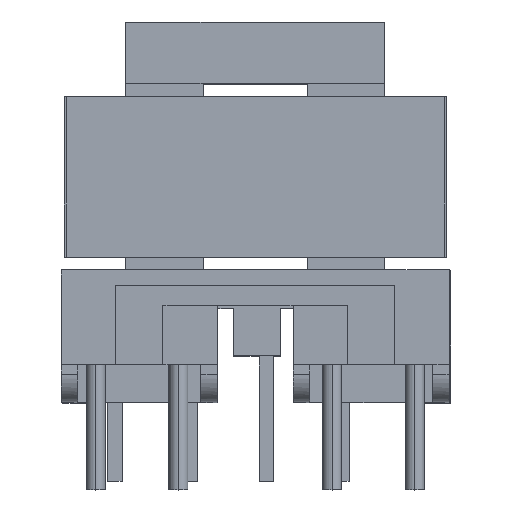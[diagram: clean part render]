
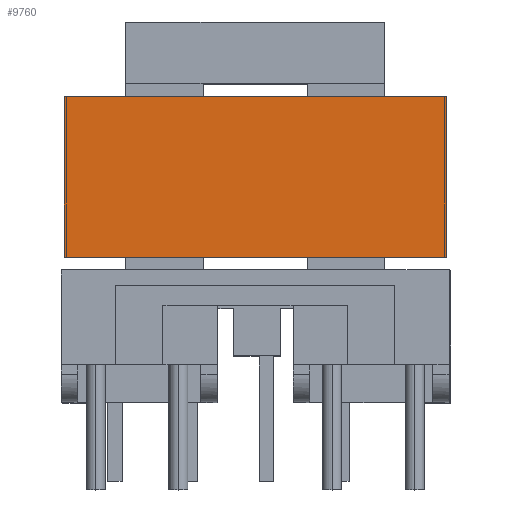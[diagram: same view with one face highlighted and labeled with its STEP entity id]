
A CAD part, top view. The second image highlights one B-rep face of the part: STEP entity #9760.
In plain terms, the highlighted free-form (B-spline) face has degree [1, 1] with [2, 2] control points.
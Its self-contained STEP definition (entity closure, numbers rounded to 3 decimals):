
#9737 = VERTEX_POINT('',#9738);
#9738 = CARTESIAN_POINT('',(11.131,8.891,
    10.442));
#9743 = EDGE_CURVE('',#9737,#9744,#9746,.T.);
#9744 = VERTEX_POINT('',#9745);
#9745 = CARTESIAN_POINT('',(11.131,-0.482,
    10.442));
#9746 = B_SPLINE_CURVE_WITH_KNOTS('',1,(#9747,#9748),.UNSPECIFIED.,.F.,
  .F.,(2,2),(22.007,28.807),.PIECEWISE_BEZIER_KNOTS.);
#9747 = CARTESIAN_POINT('',(11.131,8.891,
    10.442));
#9748 = CARTESIAN_POINT('',(11.131,-0.482,
    10.442));
#9760 = ADVANCED_FACE('',(#9761),#9783,.F.);
#9761 = FACE_BOUND('',#9762,.T.);
#9762 = EDGE_LOOP('',(#9763,#9770,#9777,#9782));
#9763 = ORIENTED_EDGE('',*,*,#9764,.F.);
#9764 = EDGE_CURVE('',#9765,#9737,#9767,.T.);
#9765 = VERTEX_POINT('',#9766);
#9766 = CARTESIAN_POINT('',(-11.131,8.891,
    10.442));
#9767 = B_SPLINE_CURVE_WITH_KNOTS('',1,(#9768,#9769),.UNSPECIFIED.,.F.,
  .F.,(2,2),(-0.075,16.075),.PIECEWISE_BEZIER_KNOTS.);
#9768 = CARTESIAN_POINT('',(-11.131,8.891,
    10.442));
#9769 = CARTESIAN_POINT('',(11.131,8.891,
    10.442));
#9770 = ORIENTED_EDGE('',*,*,#9771,.T.);
#9771 = EDGE_CURVE('',#9765,#9772,#9774,.T.);
#9772 = VERTEX_POINT('',#9773);
#9773 = CARTESIAN_POINT('',(-11.131,-0.482,
    10.442));
#9774 = B_SPLINE_CURVE_WITH_KNOTS('',1,(#9775,#9776),.UNSPECIFIED.,.F.,
  .F.,(2,2),(22.007,28.807),.PIECEWISE_BEZIER_KNOTS.);
#9775 = CARTESIAN_POINT('',(-11.131,8.891,
    10.442));
#9776 = CARTESIAN_POINT('',(-11.131,-0.482,
    10.442));
#9777 = ORIENTED_EDGE('',*,*,#9778,.T.);
#9778 = EDGE_CURVE('',#9772,#9744,#9779,.T.);
#9779 = B_SPLINE_CURVE_WITH_KNOTS('',1,(#9780,#9781),.UNSPECIFIED.,.F.,
  .F.,(2,2),(-0.075,16.075),.PIECEWISE_BEZIER_KNOTS.);
#9780 = CARTESIAN_POINT('',(-11.131,-0.482,
    10.442));
#9781 = CARTESIAN_POINT('',(11.131,-0.482,
    10.442));
#9782 = ORIENTED_EDGE('',*,*,#9743,.F.);
#9783 = B_SPLINE_SURFACE_WITH_KNOTS('',1,1,(
    (#9784,#9785)
    ,(#9786,#9787
    )),.UNSPECIFIED.,.F.,.F.,.F.,(2,2),(2,2),(-16.075,0.075),(
    -28.807,-22.007),.PIECEWISE_BEZIER_KNOTS.);
#9784 = CARTESIAN_POINT('',(11.131,-0.482,
    10.442));
#9785 = CARTESIAN_POINT('',(11.131,8.891,
    10.442));
#9786 = CARTESIAN_POINT('',(-11.131,-0.482,
    10.442));
#9787 = CARTESIAN_POINT('',(-11.131,8.891,
    10.442));
